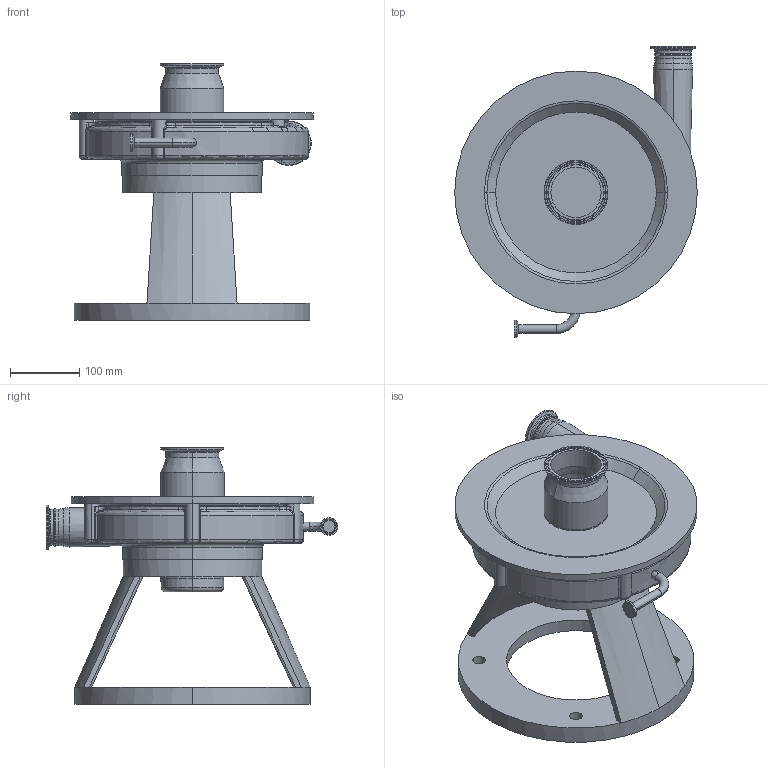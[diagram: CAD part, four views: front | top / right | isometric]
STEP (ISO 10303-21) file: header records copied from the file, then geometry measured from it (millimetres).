
FILE_DESCRIPTION (( 'STEP AP214' ), '1' );
FILE_NAME ('FPR 3451-3452 320TC VERT 1-2 In ELBOW LEFT.STEP', '2022-12-19T20:31:50', ( '' ), ( '' ), 'SwSTEP 2.0', 'SolidWorks 2021', '' );
FILE_SCHEMA (( 'AUTOMOTIVE_DESIGN' ));
Length unit declared in the file: millimetre
Products named in the file (2): FPR 345 320-360TC VERT 1-2 In ELBOW LEFT^1275000009.STEP; FPR 3451-3452 320TC VERT 1-2 In ELBOW LEFT
Assembly tree (1 placements, depth 2):
  FPR 3451-3452 320TC VERT 1-2 In ELBOW LEFT
    FPR 345 320-360TC VERT 1-2 In ELBOW LEFT^1275000009.STEP
Bounding box: 350 x 420.7 x 370.5 mm (x, y, z)
Volume: 7978415.8 mm3; surface area: 705195.8 mm2
Topology: 1 solids, 1 shells, 312 faces, 734 edges, 428 vertices
Faces by surface type: cylinder 99, torus 96, plane 47, bspline 42, cone 24, sphere 4
Entity records: 20375 total; most frequent: CARTESIAN_POINT 13340, DIRECTION 1506, ORIENTED_EDGE 1450, EDGE_CURVE 725, AXIS2_PLACEMENT_3D 675, VERTEX_POINT 428, CIRCLE 401, EDGE_LOOP 347
